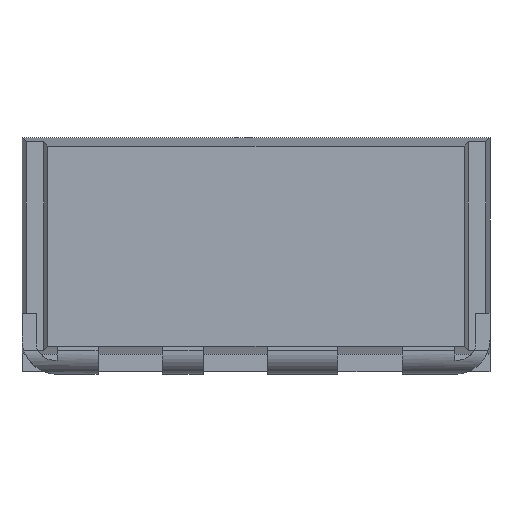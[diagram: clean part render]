
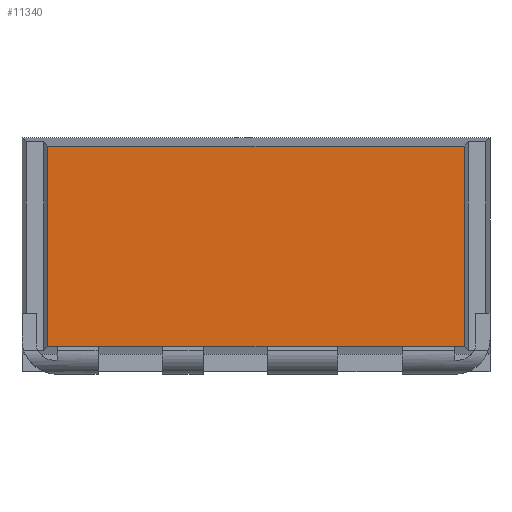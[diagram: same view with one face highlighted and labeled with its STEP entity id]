
A CAD part, front view. The second image highlights one B-rep face of the part: STEP entity #11340.
In plain terms, the highlighted planar face has unit normal (0, -1, 0).
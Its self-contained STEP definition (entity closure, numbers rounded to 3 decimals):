
#48 = EDGE_CURVE ( 'NONE', #1974, #12700, #2713, .T. ) ;
#193 = AXIS2_PLACEMENT_3D ( 'NONE', #5927, #3238, #8584 ) ;
#289 = EDGE_LOOP ( 'NONE', ( #16073, #1749, #13972, #16976 ) ) ;
#1749 = ORIENTED_EDGE ( 'NONE', *, *, #6254, .T. ) ;
#1974 = VERTEX_POINT ( 'NONE', #1999 ) ;
#1999 = CARTESIAN_POINT ( 'NONE',  ( 1.779, -0.8, 0.93 ) ) ;
#2713 = LINE ( 'NONE', #4277, #4763 ) ;
#3172 = LINE ( 'NONE', #7806, #5067 ) ;
#3213 = CARTESIAN_POINT ( 'NONE',  ( 1.779, -0.8, -0.78 ) ) ;
#3238 = DIRECTION ( 'NONE',  ( 0., -1., 0. ) ) ;
#3507 = VERTEX_POINT ( 'NONE', #18042 ) ;
#4277 = CARTESIAN_POINT ( 'NONE',  ( -2., -0.8, 0.93 ) ) ;
#4763 = VECTOR ( 'NONE', #10912, 1000. ) ;
#5067 = VECTOR ( 'NONE', #9153, 1000. ) ;
#5086 = EDGE_CURVE ( 'NONE', #3507, #12700, #18043, .T. ) ;
#5927 = CARTESIAN_POINT ( 'NONE',  ( 0., -0.8, 0. ) ) ;
#6254 = EDGE_CURVE ( 'NONE', #7198, #1974, #17566, .T. ) ;
#6347 = VECTOR ( 'NONE', #16540, 1000. ) ;
#7198 = VERTEX_POINT ( 'NONE', #3213 ) ;
#7595 = FACE_OUTER_BOUND ( 'NONE', #289, .T. ) ;
#7806 = CARTESIAN_POINT ( 'NONE',  ( -2., -0.8, -0.78 ) ) ;
#8456 = EDGE_CURVE ( 'NONE', #3507, #7198, #3172, .T. ) ;
#8584 = DIRECTION ( 'NONE',  ( 0., 0., -1. ) ) ;
#9153 = DIRECTION ( 'NONE',  ( 1., 0., 0. ) ) ;
#9738 = DIRECTION ( 'NONE',  ( 0., 0., 1. ) ) ;
#10491 = CARTESIAN_POINT ( 'NONE',  ( 1.779, -0.8, 0. ) ) ;
#10912 = DIRECTION ( 'NONE',  ( -1., 0., 0. ) ) ;
#11340 = ADVANCED_FACE ( 'NONE', ( #7595 ), #17310, .T. ) ;
#11828 = VECTOR ( 'NONE', #9738, 1000. ) ;
#12700 = VERTEX_POINT ( 'NONE', #13838 ) ;
#13838 = CARTESIAN_POINT ( 'NONE',  ( -1.779, -0.8, 0.93 ) ) ;
#13972 = ORIENTED_EDGE ( 'NONE', *, *, #48, .T. ) ;
#16073 = ORIENTED_EDGE ( 'NONE', *, *, #8456, .T. ) ;
#16540 = DIRECTION ( 'NONE',  ( 0., 0., 1. ) ) ;
#16817 = CARTESIAN_POINT ( 'NONE',  ( -1.779, -0.8, 0. ) ) ;
#16976 = ORIENTED_EDGE ( 'NONE', *, *, #5086, .F. ) ;
#17310 = PLANE ( 'NONE',  #193 ) ;
#17566 = LINE ( 'NONE', #10491, #11828 ) ;
#18042 = CARTESIAN_POINT ( 'NONE',  ( -1.779, -0.8, -0.78 ) ) ;
#18043 = LINE ( 'NONE', #16817, #6347 ) ;
